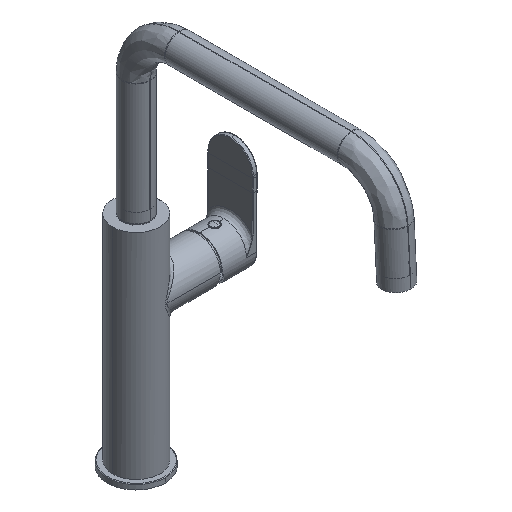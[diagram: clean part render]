
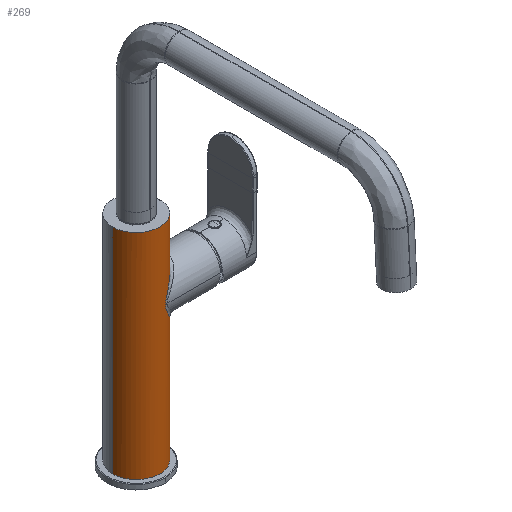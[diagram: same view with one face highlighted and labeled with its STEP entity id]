
A CAD part, isometric view. The second image highlights one B-rep face of the part: STEP entity #269.
In plain terms, the highlighted cylindrical face has radius 20 mm (diameter 40 mm), a partial arc.
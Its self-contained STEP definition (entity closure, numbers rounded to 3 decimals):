
#269=ADVANCED_FACE('',(#3246),#38696,.T.);
#3246=FACE_OUTER_BOUND('',#5888,.T.);
#5888=EDGE_LOOP('',(#9545,#9546,#9547,#9548,#9549,#9550,#9551));
#9545=ORIENTED_EDGE('',*,*,#21844,.T.);
#9546=ORIENTED_EDGE('',*,*,#21842,.F.);
#9547=ORIENTED_EDGE('',*,*,#21847,.F.);
#9548=ORIENTED_EDGE('',*,*,#21855,.T.);
#9549=ORIENTED_EDGE('',*,*,#21849,.T.);
#9550=ORIENTED_EDGE('',*,*,#21846,.F.);
#9551=ORIENTED_EDGE('',*,*,#21845,.F.);
#21842=EDGE_CURVE('',#34481,#34480,#27919,.T.);
#21844=EDGE_CURVE('',#34162,#34480,#29633,.T.);
#21845=EDGE_CURVE('',#34162,#34163,#27921,.T.);
#21846=EDGE_CURVE('',#34163,#34484,#29634,.T.);
#21847=EDGE_CURVE('',#34482,#34481,#29635,.T.);
#21849=EDGE_CURVE('',#34487,#34484,#29637,.T.);
#21855=EDGE_CURVE('',#34482,#34487,#29643,.T.);
#27919=(
BOUNDED_CURVE()
B_SPLINE_CURVE(2,(#53743,#53744,#53745,#53746,#53747),.UNSPECIFIED.,.F.,
 .F.)
B_SPLINE_CURVE_WITH_KNOTS((3,2,3),(-62.832,-31.416,
0.),.UNSPECIFIED.)
CURVE()
GEOMETRIC_REPRESENTATION_ITEM()
RATIONAL_B_SPLINE_CURVE((1.,0.707,1.,0.707,1.))
REPRESENTATION_ITEM('')
);
#27921=(
BOUNDED_CURVE()
B_SPLINE_CURVE(2,(#53755,#53756,#53757,#53758,#53759),.UNSPECIFIED.,.F.,
 .F.)
B_SPLINE_CURVE_WITH_KNOTS((3,2,3),(0.,31.416,62.832),
 .UNSPECIFIED.)
CURVE()
GEOMETRIC_REPRESENTATION_ITEM()
RATIONAL_B_SPLINE_CURVE((1.,0.707,1.,0.707,1.))
REPRESENTATION_ITEM('')
);
#29633=B_SPLINE_CURVE_WITH_KNOTS('',1,(#53753,#53754),.UNSPECIFIED.,.F.,
 .F.,(2,2),(-180.5,0.),.UNSPECIFIED.);
#29634=B_SPLINE_CURVE_WITH_KNOTS('',1,(#53760,#53761),.UNSPECIFIED.,.F.,
 .F.,(2,2),(0.,36.),.UNSPECIFIED.);
#29635=B_SPLINE_CURVE_WITH_KNOTS('',1,(#53762,#53763),.UNSPECIFIED.,.F.,
 .F.,(2,2),(0.,96.5),.UNSPECIFIED.);
#29637=B_SPLINE_CURVE_WITH_KNOTS('',3,(#53768,#53769,#53770,#53771,#53772,
#53773,#53774,#53775,#53776,#53777,#53778,#53779,#53780,#53781,#53782,#53783,
#53784),.UNSPECIFIED.,.F.,.F.,(4,1,1,1,1,1,1,1,1,1,1,1,1,1,4),(0.,1.393,
3.338,6.107,8.884,11.662,15.634,
19.055,21.853,24.751,27.778,30.939,
34.194,37.549,37.549),.UNSPECIFIED.);
#29643=B_SPLINE_CURVE_WITH_KNOTS('',3,(#53887,#53888,#53889,#53890,#53891,
#53892,#53893,#53894,#53895,#53896,#53897,#53898,#53899,#53900,#53901,#53902,
#53903,#53904),.UNSPECIFIED.,.F.,.F.,(4,1,1,1,1,1,1,1,1,1,1,1,1,1,1,4),
(0.,0.,3.355,6.609,9.771,
12.798,15.696,18.494,21.915,25.887,
28.665,31.442,34.21,36.156,37.549,
37.549),.UNSPECIFIED.);
#34162=VERTEX_POINT('',#51647);
#34163=VERTEX_POINT('',#51648);
#34480=VERTEX_POINT('',#51965);
#34481=VERTEX_POINT('',#51966);
#34482=VERTEX_POINT('',#51967);
#34484=VERTEX_POINT('',#51969);
#34487=VERTEX_POINT('',#51972);
#38696=CYLINDRICAL_SURFACE('',#41019,20.);
#41019=AXIS2_PLACEMENT_3D('',#47380,#43246,$);
#43246=DIRECTION('',(0.,0.,-1.));
#47380=CARTESIAN_POINT('',(0.,0.,94.75));
#51647=CARTESIAN_POINT('',(-20.,0.,185.));
#51648=CARTESIAN_POINT('',(20.,0.,185.));
#51965=CARTESIAN_POINT('',(-20.,0.,4.5));
#51966=CARTESIAN_POINT('',(20.,0.,4.5));
#51967=CARTESIAN_POINT('',(20.,0.,101.));
#51969=CARTESIAN_POINT('',(20.,0.,149.));
#51972=CARTESIAN_POINT('',(5.6,-19.2,125.));
#53743=CARTESIAN_POINT('',(20.,0.,4.5));
#53744=CARTESIAN_POINT('',(20.,-20.,4.5));
#53745=CARTESIAN_POINT('',(0.,-20.,4.5));
#53746=CARTESIAN_POINT('',(-20.,-20.,4.5));
#53747=CARTESIAN_POINT('',(-20.,0.,4.5));
#53753=CARTESIAN_POINT('',(-20.,0.,185.));
#53754=CARTESIAN_POINT('',(-20.,0.,4.5));
#53755=CARTESIAN_POINT('',(-20.,0.,185.));
#53756=CARTESIAN_POINT('',(-20.,-20.,185.));
#53757=CARTESIAN_POINT('',(0.,-20.,185.));
#53758=CARTESIAN_POINT('',(20.,-20.,185.));
#53759=CARTESIAN_POINT('',(20.,0.,185.));
#53760=CARTESIAN_POINT('',(20.,0.,185.));
#53761=CARTESIAN_POINT('',(20.,0.,149.));
#53762=CARTESIAN_POINT('',(20.,0.,101.));
#53763=CARTESIAN_POINT('',(20.,0.,4.5));
#53768=CARTESIAN_POINT('',(5.6,-19.2,125.));
#53769=CARTESIAN_POINT('',(5.6,-19.2,125.526));
#53770=CARTESIAN_POINT('',(5.717,-19.166,126.787));
#53771=CARTESIAN_POINT('',(6.357,-18.971,128.953));
#53772=CARTESIAN_POINT('',(7.51,-18.557,131.343));
#53773=CARTESIAN_POINT('',(8.96,-17.906,133.783));
#53774=CARTESIAN_POINT('',(10.686,-16.952,136.408));
#53775=CARTESIAN_POINT('',(12.531,-15.657,139.029));
#53776=CARTESIAN_POINT('',(14.301,-14.042,141.456));
#53777=CARTESIAN_POINT('',(15.783,-12.347,143.449));
#53778=CARTESIAN_POINT('',(17.076,-10.5,145.167));
#53779=CARTESIAN_POINT('',(18.243,-8.332,146.704));
#53780=CARTESIAN_POINT('',(19.2,-5.826,147.958));
#53781=CARTESIAN_POINT('',(19.847,-3.01,148.8));
#53782=CARTESIAN_POINT('',(20.,-1.013,149.));
#53783=CARTESIAN_POINT('',(20.,0.,149.));
#53784=CARTESIAN_POINT('',(20.,0.,149.));
#53887=CARTESIAN_POINT('',(20.,0.,101.));
#53888=CARTESIAN_POINT('',(20.,0.,101.));
#53889=CARTESIAN_POINT('',(20.,-1.013,101.));
#53890=CARTESIAN_POINT('',(19.847,-3.01,101.2));
#53891=CARTESIAN_POINT('',(19.2,-5.826,102.042));
#53892=CARTESIAN_POINT('',(18.243,-8.332,103.296));
#53893=CARTESIAN_POINT('',(17.076,-10.5,104.833));
#53894=CARTESIAN_POINT('',(15.783,-12.347,106.551));
#53895=CARTESIAN_POINT('',(14.301,-14.042,108.544));
#53896=CARTESIAN_POINT('',(12.531,-15.657,110.971));
#53897=CARTESIAN_POINT('',(10.687,-16.952,113.592));
#53898=CARTESIAN_POINT('',(8.96,-17.906,116.217));
#53899=CARTESIAN_POINT('',(7.511,-18.557,118.657));
#53900=CARTESIAN_POINT('',(6.356,-18.971,121.046));
#53901=CARTESIAN_POINT('',(5.717,-19.166,123.213));
#53902=CARTESIAN_POINT('',(5.6,-19.2,124.474));
#53903=CARTESIAN_POINT('',(5.6,-19.2,125.));
#53904=CARTESIAN_POINT('',(5.6,-19.2,125.));
